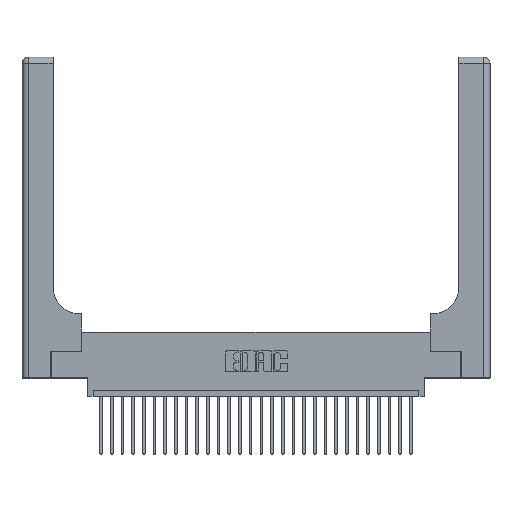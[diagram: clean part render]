
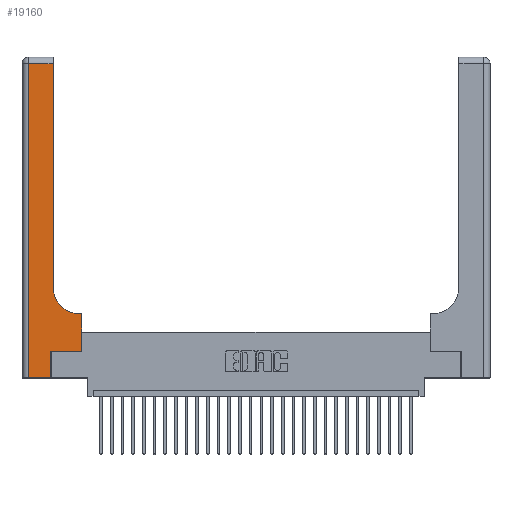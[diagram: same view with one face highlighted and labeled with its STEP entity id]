
A CAD part, top view. The second image highlights one B-rep face of the part: STEP entity #19160.
In plain terms, the highlighted planar face has unit normal (0, 0, 1).
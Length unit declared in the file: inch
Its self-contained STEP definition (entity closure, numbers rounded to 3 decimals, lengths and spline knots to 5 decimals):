
#454 = CARTESIAN_POINT ( 'NONE',  ( 0., 2.94, 0.37 ) ) ;
#842 = CARTESIAN_POINT ( 'NONE',  ( 0.2915, 0.6, 0.37 ) ) ;
#961 = CIRCLE ( 'NONE', #21354, 0.25 ) ;
#1044 = EDGE_CURVE ( 'NONE', #2789, #28238, #11721, .T. ) ;
#1312 = VECTOR ( 'NONE', #19187, 39.37008 ) ;
#1833 = DIRECTION ( 'NONE',  ( 0., 0., -1. ) ) ;
#2411 = DIRECTION ( 'NONE',  ( 0., 1., 0. ) ) ;
#2742 = DIRECTION ( 'NONE',  ( -1., 0., 0. ) ) ;
#2789 = VERTEX_POINT ( 'NONE', #10651 ) ;
#2861 = DIRECTION ( 'NONE',  ( 1., 0., 0. ) ) ;
#4120 = CARTESIAN_POINT ( 'NONE',  ( 0.5415, 0.85, 0.37 ) ) ;
#4270 = FACE_OUTER_BOUND ( 'NONE', #16401, .T. ) ;
#4826 = VERTEX_POINT ( 'NONE', #26440 ) ;
#5679 = VERTEX_POINT ( 'NONE', #17617 ) ;
#6043 = EDGE_CURVE ( 'NONE', #14415, #14104, #12767, .T. ) ;
#6225 = AXIS2_PLACEMENT_3D ( 'NONE', #25101, #22491, #11406 ) ;
#7020 = ORIENTED_EDGE ( 'NONE', *, *, #27603, .T. ) ;
#7137 = DIRECTION ( 'NONE',  ( 0., 1., 0. ) ) ;
#7221 = ORIENTED_EDGE ( 'NONE', *, *, #7705, .T. ) ;
#7260 = LINE ( 'NONE', #454, #15542 ) ;
#7357 = LINE ( 'NONE', #842, #1312 ) ;
#7380 = ORIENTED_EDGE ( 'NONE', *, *, #6043, .T. ) ;
#7559 = DIRECTION ( 'NONE',  ( 0., 1., 0. ) ) ;
#7659 = CARTESIAN_POINT ( 'NONE',  ( 0.269, 0.25, 0.37 ) ) ;
#7705 = EDGE_CURVE ( 'NONE', #4826, #14415, #12712, .T. ) ;
#7776 = VERTEX_POINT ( 'NONE', #15667 ) ;
#8379 = EDGE_CURVE ( 'NONE', #28238, #5679, #7260, .T. ) ;
#8610 = CARTESIAN_POINT ( 'NONE',  ( 0.5415, 0.6, 0.37 ) ) ;
#9855 = EDGE_CURVE ( 'NONE', #10967, #4826, #20969, .T. ) ;
#9999 = LINE ( 'NONE', #19875, #10721 ) ;
#10558 = VECTOR ( 'NONE', #2861, 39.37008 ) ;
#10651 = CARTESIAN_POINT ( 'NONE',  ( 0.2915, 0.85, 0.37 ) ) ;
#10721 = VECTOR ( 'NONE', #19483, 39.37008 ) ;
#10967 = VERTEX_POINT ( 'NONE', #28516 ) ;
#11406 = DIRECTION ( 'NONE',  ( -1., 0., 0. ) ) ;
#11721 = LINE ( 'NONE', #14265, #28847 ) ;
#12712 = LINE ( 'NONE', #7659, #10558 ) ;
#12767 = LINE ( 'NONE', #19109, #22747 ) ;
#13504 = CARTESIAN_POINT ( 'NONE',  ( 0.5585, 0.25, 0.37 ) ) ;
#13702 = VERTEX_POINT ( 'NONE', #8610 ) ;
#14104 = VERTEX_POINT ( 'NONE', #18748 ) ;
#14188 = CARTESIAN_POINT ( 'NONE',  ( 0.269, 0., 0.37 ) ) ;
#14265 = CARTESIAN_POINT ( 'NONE',  ( 0.2915, 3., 0.37 ) ) ;
#14415 = VERTEX_POINT ( 'NONE', #13504 ) ;
#14696 = ORIENTED_EDGE ( 'NONE', *, *, #25542, .T. ) ;
#15245 = CARTESIAN_POINT ( 'NONE',  ( 0., 0., 0.37 ) ) ;
#15542 = VECTOR ( 'NONE', #2742, 39.37008 ) ;
#15667 = CARTESIAN_POINT ( 'NONE',  ( 0.06, 0., 0.37 ) ) ;
#16401 = EDGE_LOOP ( 'NONE', ( #18091, #23805, #14696, #7020, #24738, #7221, #7380, #28299, #21499 ) ) ;
#17035 = VECTOR ( 'NONE', #7559, 39.37008 ) ;
#17617 = CARTESIAN_POINT ( 'NONE',  ( 0.06, 2.94, 0.37 ) ) ;
#18091 = ORIENTED_EDGE ( 'NONE', *, *, #1044, .T. ) ;
#18748 = CARTESIAN_POINT ( 'NONE',  ( 0.5585, 0.6, 0.37 ) ) ;
#19109 = CARTESIAN_POINT ( 'NONE',  ( 0.5585, 0.25, 0.37 ) ) ;
#19160 = ADVANCED_FACE ( 'NONE', ( #4270 ), #20267, .F. ) ;
#19187 = DIRECTION ( 'NONE',  ( -1., 0., 0. ) ) ;
#19483 = DIRECTION ( 'NONE',  ( 0., -1., 0. ) ) ;
#19487 = VECTOR ( 'NONE', #24543, 39.37008 ) ;
#19875 = CARTESIAN_POINT ( 'NONE',  ( 0.06, 3., 0.37 ) ) ;
#20267 = PLANE ( 'NONE',  #6225 ) ;
#20667 = EDGE_CURVE ( 'NONE', #13702, #2789, #961, .T. ) ;
#20969 = LINE ( 'NONE', #14188, #17035 ) ;
#21354 = AXIS2_PLACEMENT_3D ( 'NONE', #4120, #1833, #29452 ) ;
#21499 = ORIENTED_EDGE ( 'NONE', *, *, #20667, .T. ) ;
#22491 = DIRECTION ( 'NONE',  ( 0., 0., -1. ) ) ;
#22747 = VECTOR ( 'NONE', #2411, 39.37008 ) ;
#23805 = ORIENTED_EDGE ( 'NONE', *, *, #8379, .T. ) ;
#24543 = DIRECTION ( 'NONE',  ( 1., 0., 0. ) ) ;
#24738 = ORIENTED_EDGE ( 'NONE', *, *, #9855, .T. ) ;
#25101 = CARTESIAN_POINT ( 'NONE',  ( 0., 3., 0.37 ) ) ;
#25542 = EDGE_CURVE ( 'NONE', #5679, #7776, #9999, .T. ) ;
#25616 = LINE ( 'NONE', #15245, #19487 ) ;
#26440 = CARTESIAN_POINT ( 'NONE',  ( 0.269, 0.25, 0.37 ) ) ;
#26705 = CARTESIAN_POINT ( 'NONE',  ( 0.2915, 2.94, 0.37 ) ) ;
#27184 = EDGE_CURVE ( 'NONE', #14104, #13702, #7357, .T. ) ;
#27603 = EDGE_CURVE ( 'NONE', #7776, #10967, #25616, .T. ) ;
#28238 = VERTEX_POINT ( 'NONE', #26705 ) ;
#28299 = ORIENTED_EDGE ( 'NONE', *, *, #27184, .T. ) ;
#28516 = CARTESIAN_POINT ( 'NONE',  ( 0.269, 0., 0.37 ) ) ;
#28847 = VECTOR ( 'NONE', #7137, 39.37008 ) ;
#29452 = DIRECTION ( 'NONE',  ( 1., 0., 0. ) ) ;
